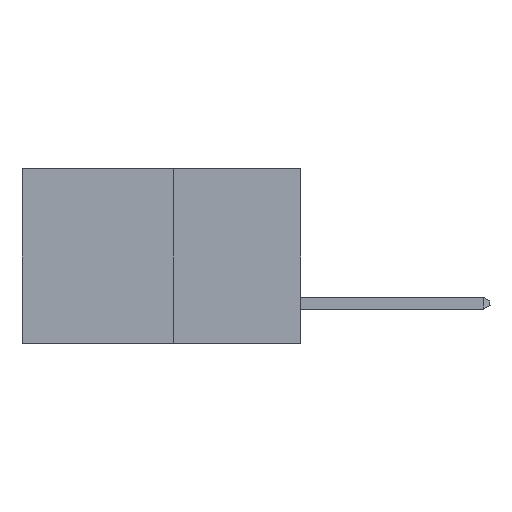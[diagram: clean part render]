
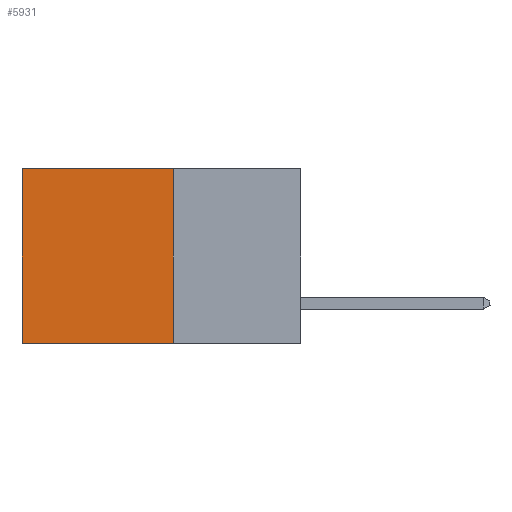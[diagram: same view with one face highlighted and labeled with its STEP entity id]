
A CAD part, left-side view. The second image highlights one B-rep face of the part: STEP entity #5931.
In plain terms, the highlighted planar face has unit normal (-1, 0, 0).
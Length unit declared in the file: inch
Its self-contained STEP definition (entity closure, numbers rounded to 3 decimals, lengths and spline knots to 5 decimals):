
#2102 = DIRECTION ( 'NONE',  ( 0., 0., -1. ) ) ;
#2110 = LINE ( 'NONE', #6897, #6968 ) ;
#2147 = LINE ( 'NONE', #18270, #23480 ) ;
#2701 = PLANE ( 'NONE',  #17921 ) ;
#2893 = VECTOR ( 'NONE', #10898, 39.37008 ) ;
#3059 = LINE ( 'NONE', #22726, #7952 ) ;
#3772 = DIRECTION ( 'NONE',  ( 0., 1., 0. ) ) ;
#4789 = VERTEX_POINT ( 'NONE', #9199 ) ;
#5809 = EDGE_LOOP ( 'NONE', ( #7989, #18880, #14180, #22662 ) ) ;
#5931 = ADVANCED_FACE ( 'NONE', ( #15220 ), #2701, .F. ) ;
#6897 = CARTESIAN_POINT ( 'NONE',  ( 0.277, 0.27, 0. ) ) ;
#6968 = VECTOR ( 'NONE', #13168, 39.37008 ) ;
#7242 = CARTESIAN_POINT ( 'NONE',  ( 0.277, 0.59, -0.37 ) ) ;
#7952 = VECTOR ( 'NONE', #2102, 39.37008 ) ;
#7989 = ORIENTED_EDGE ( 'NONE', *, *, #19991, .T. ) ;
#8041 = EDGE_CURVE ( 'NONE', #21117, #4789, #2110, .T. ) ;
#9199 = CARTESIAN_POINT ( 'NONE',  ( 0.277, 0.59, 0. ) ) ;
#10898 = DIRECTION ( 'NONE',  ( 0., 0., -1. ) ) ;
#11037 = DIRECTION ( 'NONE',  ( 0., 0., -1. ) ) ;
#11830 = EDGE_CURVE ( 'NONE', #21117, #21536, #13290, .T. ) ;
#12122 = CARTESIAN_POINT ( 'NONE',  ( 0.277, 0.27, 0. ) ) ;
#13064 = CARTESIAN_POINT ( 'NONE',  ( 0.277, 0.27, -0.37 ) ) ;
#13168 = DIRECTION ( 'NONE',  ( 0., 1., 0. ) ) ;
#13290 = LINE ( 'NONE', #25312, #2893 ) ;
#14180 = ORIENTED_EDGE ( 'NONE', *, *, #11830, .F. ) ;
#15220 = FACE_OUTER_BOUND ( 'NONE', #5809, .T. ) ;
#17921 = AXIS2_PLACEMENT_3D ( 'NONE', #13064, #23399, #11037 ) ;
#18270 = CARTESIAN_POINT ( 'NONE',  ( 0.277, 0.27, -0.37 ) ) ;
#18880 = ORIENTED_EDGE ( 'NONE', *, *, #25937, .F. ) ;
#19540 = CARTESIAN_POINT ( 'NONE',  ( 0.277, 0.27, -0.37 ) ) ;
#19991 = EDGE_CURVE ( 'NONE', #4789, #25716, #3059, .T. ) ;
#21117 = VERTEX_POINT ( 'NONE', #12122 ) ;
#21536 = VERTEX_POINT ( 'NONE', #19540 ) ;
#22662 = ORIENTED_EDGE ( 'NONE', *, *, #8041, .T. ) ;
#22726 = CARTESIAN_POINT ( 'NONE',  ( 0.277, 0.59, -0.37 ) ) ;
#23399 = DIRECTION ( 'NONE',  ( 1., 0., 0. ) ) ;
#23480 = VECTOR ( 'NONE', #3772, 39.37008 ) ;
#25312 = CARTESIAN_POINT ( 'NONE',  ( 0.277, 0.27, -0.37 ) ) ;
#25716 = VERTEX_POINT ( 'NONE', #7242 ) ;
#25937 = EDGE_CURVE ( 'NONE', #21536, #25716, #2147, .T. ) ;
